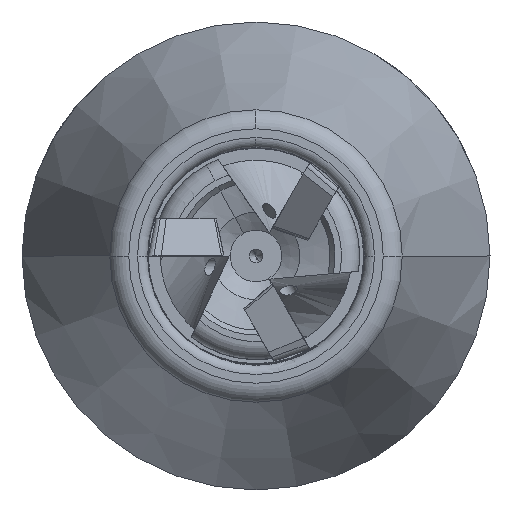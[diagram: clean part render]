
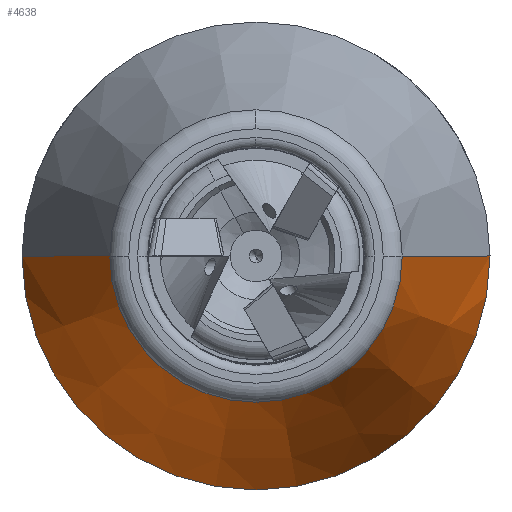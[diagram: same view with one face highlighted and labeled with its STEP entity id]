
A CAD part, front view. The second image highlights one B-rep face of the part: STEP entity #4638.
In plain terms, the highlighted conical face has half-angle 19.892 degrees and reference radius 27.875 mm.
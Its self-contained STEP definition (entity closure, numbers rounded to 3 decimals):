
#437=CIRCLE('',#4973,34.75);
#451=CIRCLE('',#4992,21.716);
#757=VECTOR('',#10617,1.);
#758=VECTOR('',#10620,1.);
#1013=LINE('',#7200,#757);
#1014=LINE('',#7203,#758);
#1363=VERTEX_POINT('',#7006);
#1364=VERTEX_POINT('',#7008);
#1381=VERTEX_POINT('',#7197);
#1382=VERTEX_POINT('',#7202);
#2045=EDGE_CURVE('',#1363,#1364,#437,.T.);
#2069=EDGE_CURVE('',#1363,#1381,#1013,.T.);
#2070=EDGE_CURVE('',#1382,#1381,#451,.T.);
#2071=EDGE_CURVE('',#1382,#1364,#1014,.T.);
#3011=ORIENTED_EDGE('',*,*,#2069,.T.);
#3012=ORIENTED_EDGE('',*,*,#2070,.F.);
#3013=ORIENTED_EDGE('',*,*,#2071,.T.);
#3014=ORIENTED_EDGE('',*,*,#2045,.F.);
#4017=EDGE_LOOP('',(#3011,#3012,#3013,#3014));
#4331=FACE_BOUND('',#4017,.T.);
#4638=ADVANCED_FACE('',(#4331),#11474,.T.);
#4973=AXIS2_PLACEMENT_3D('',#7007,#10579,#10580);
#4991=AXIS2_PLACEMENT_3D('',#7199,#10615,#10616);
#4992=AXIS2_PLACEMENT_3D('',#7201,#10618,#10619);
#7006=CARTESIAN_POINT('',(22.,0.,-34.75));
#7007=CARTESIAN_POINT('',(22.,0.,0.));
#7008=CARTESIAN_POINT('',(22.,0.,34.75));
#7197=CARTESIAN_POINT('',(58.021,0.,-21.716));
#7199=CARTESIAN_POINT('',(41.,0.,0.));
#7200=CARTESIAN_POINT('',(22.,0.,-34.75));
#7201=CARTESIAN_POINT('',(58.021,0.,0.));
#7202=CARTESIAN_POINT('',(58.021,0.,21.716));
#7203=CARTESIAN_POINT('',(58.021,0.,21.716));
#10579=DIRECTION('',(-1.,0.,0.));
#10580=DIRECTION('',(0.,0.,-34.75));
#10615=DIRECTION('',(-1.,0.,0.));
#10616=DIRECTION('',(0.,0.,-27.875));
#10617=DIRECTION('',(0.94,0.,0.34));
#10618=DIRECTION('',(1.,0.,0.));
#10619=DIRECTION('',(0.,0.,21.716));
#10620=DIRECTION('',(-0.94,0.,0.34));
#11474=CONICAL_SURFACE('',#4991,27.875,0.347);
